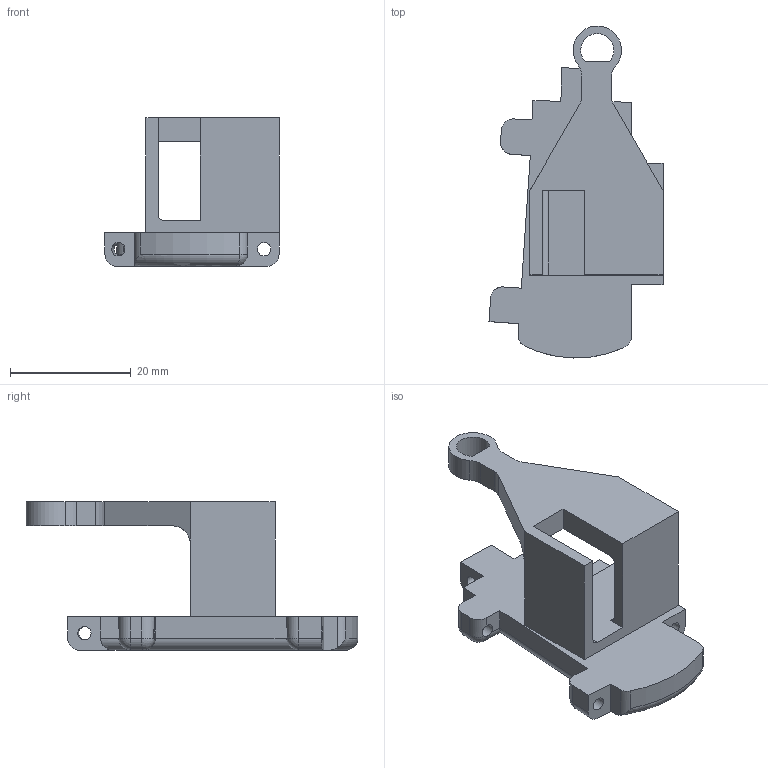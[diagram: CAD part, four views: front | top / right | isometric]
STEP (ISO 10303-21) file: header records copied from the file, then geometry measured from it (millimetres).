
FILE_DESCRIPTION(/* description */ (''),/* implementation_level */ '2;1');
FILE_NAME(/* name */ 'HolderV1.stp',/* time_stamp */ '2021-04-27T21:57:24-05:00',/* author */ ('svale'),/* organization */ (''),/* preprocessor_version */ 'ST-DEVELOPER v18.1',/* originating_system */ 'Autodesk Inventor 2021',/* authorisation */ '');
FILE_SCHEMA (('AUTOMOTIVE_DESIGN { 1 0 10303 214 3 1 1 }'));
Length unit declared in the file: millimetre
Products named in the file (3): HolderAse; Pieza7; YpartKnucle
Assembly tree (2 placements, depth 2):
  HolderAse
    Pieza7
    YpartKnucle
Bounding box: 28.78 x 54.86 x 24.57 mm (x, y, z)
Volume: 8096.9 mm3; surface area: 5846 mm2
Topology: 2 solids, 2 shells, 77 faces, 228 edges, 154 vertices
Faces by surface type: plane 38, cylinder 33, sphere 4, bspline 1, torus 1
Full cylindrical faces by diameter (mm): 2.2 x4
Entity records: 2774 total; most frequent: CARTESIAN_POINT 574, ORIENTED_EDGE 444, DIRECTION 438, EDGE_CURVE 222, AXIS2_PLACEMENT_3D 149, VERTEX_POINT 144, LINE 140, VECTOR 140
